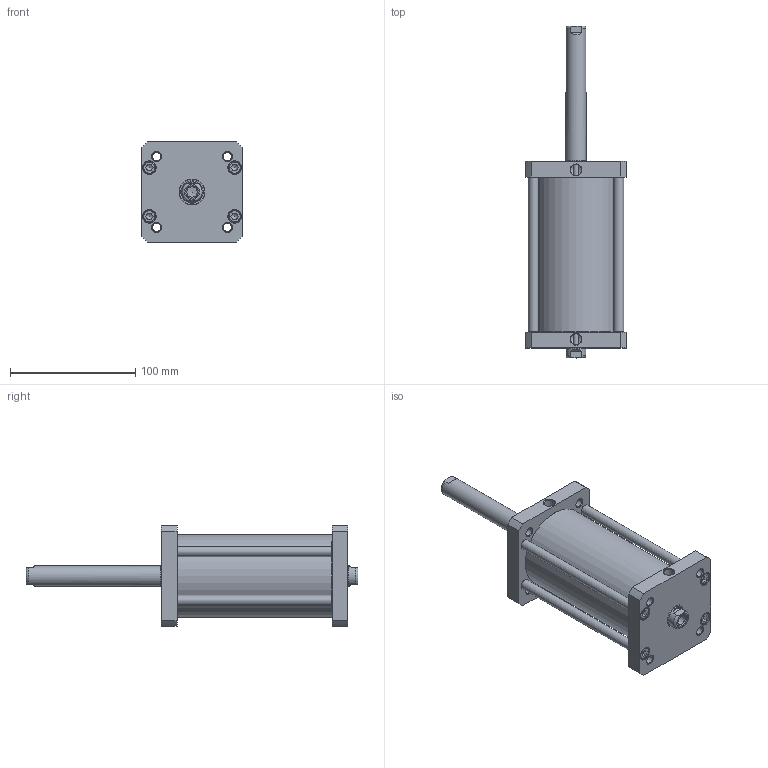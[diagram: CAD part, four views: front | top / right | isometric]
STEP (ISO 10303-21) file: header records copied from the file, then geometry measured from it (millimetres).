
FILE_DESCRIPTION((''),'2;1');
FILE_NAME('XDMP063.100.GS.F.stp','2014-03-24T13:47:11',('carlo.corazza'),(''),'Autodesk Inventor 2012','Autodesk Inventor 2012','');
FILE_SCHEMA(('AUTOMOTIVE_DESIGN { 1 0 10303 214 1 1 1 1 }'));
Length unit declared in the file: millimetre
Products named in the file (6): XDMP063..GS.F; CORPO-100; STELO-100; TA; TIRANTE-100
Assembly tree (9 placements, depth 2):
  XDMP063..GS.F
    CORPO-100
    STELO-100  x2
    TA
    TA
    TIRANTE-100  x4
Bounding box: 80 x 265 x 80 mm (x, y, z)
Volume: 257702.6 mm3; surface area: 122149.3 mm2
Topology: 9 solids, 19 shells, 308 faces, 678 edges, 418 vertices
Faces by surface type: plane 112, cone 106, cylinder 74, torus 16
Full cylindrical faces by diameter (mm): 4 x2, 4.917 x8, 6.647 x10, 6.9 x8, 8 x4, 8.376 x2, 8.566 x2, 10 x8, 10.5 x8, 16 x2, 16.54 x2, 17.7 x2, 18 x2, 20.32 x2, 20.5 x2, 63 x1, 66 x1
Entity records: 6730 total; most frequent: CARTESIAN_POINT 1261, DIRECTION 1090, ORIENTED_EDGE 782, AXIS2_PLACEMENT_3D 478, EDGE_LOOP 464, EDGE_CURVE 391, VERTEX_POINT 323, STYLED_ITEM 265
